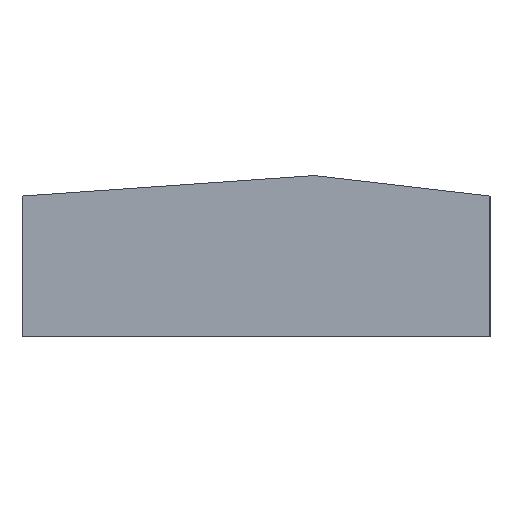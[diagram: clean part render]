
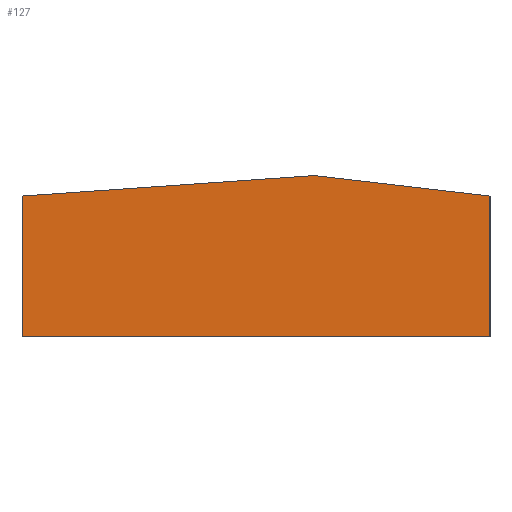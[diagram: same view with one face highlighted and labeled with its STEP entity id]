
A CAD part, left-side view. The second image highlights one B-rep face of the part: STEP entity #127.
In plain terms, the highlighted planar face has unit normal (-1, 0, 0).
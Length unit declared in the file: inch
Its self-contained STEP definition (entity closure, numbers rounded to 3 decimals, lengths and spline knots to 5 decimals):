
#21=FACE_OUTER_BOUND('',#28,.T.);
#28=EDGE_LOOP('',(#109,#110,#111,#112,#113));
#35=LINE('',#196,#50);
#37=LINE('',#200,#52);
#40=LINE('',#205,#55);
#41=LINE('',#208,#56);
#43=LINE('',#211,#58);
#50=VECTOR('',#161,0.3937);
#52=VECTOR('',#165,0.3937);
#55=VECTOR('',#170,0.3937);
#56=VECTOR('',#173,0.3937);
#58=VECTOR('',#177,0.3937);
#64=VERTEX_POINT('',#193);
#65=VERTEX_POINT('',#195);
#66=VERTEX_POINT('',#199);
#67=VERTEX_POINT('',#203);
#68=VERTEX_POINT('',#207);
#75=EDGE_CURVE('',#65,#64,#35,.T.);
#77=EDGE_CURVE('',#66,#65,#37,.T.);
#80=EDGE_CURVE('',#64,#67,#40,.T.);
#81=EDGE_CURVE('',#68,#66,#41,.T.);
#83=EDGE_CURVE('',#67,#68,#43,.T.);
#109=ORIENTED_EDGE('',*,*,#77,.T.);
#110=ORIENTED_EDGE('',*,*,#75,.T.);
#111=ORIENTED_EDGE('',*,*,#80,.T.);
#112=ORIENTED_EDGE('',*,*,#83,.T.);
#113=ORIENTED_EDGE('',*,*,#81,.T.);
#120=PLANE('',#148);
#127=ADVANCED_FACE('',(#21),#120,.T.);
#148=AXIS2_PLACEMENT_3D('',#212,#178,#179);
#161=DIRECTION('',(0.,0.,-1.));
#165=DIRECTION('',(0.,0.998,-0.07));
#170=DIRECTION('',(0.,-1.,0.));
#173=DIRECTION('',(0.,0.993,0.116));
#177=DIRECTION('',(0.,0.,1.));
#178=DIRECTION('center_axis',(-1.,0.,0.));
#179=DIRECTION('ref_axis',(0.,0.,1.));
#193=CARTESIAN_POINT('',(-278.74988,15.41199,-6.1056));
#195=CARTESIAN_POINT('',(-278.74988,15.41199,-0.1056));
#196=CARTESIAN_POINT('',(-278.74988,15.41199,-1.38685));
#199=CARTESIAN_POINT('',(-278.74988,2.91199,0.7694));
#200=CARTESIAN_POINT('',(-278.74988,43.58302,-2.07757));
#203=CARTESIAN_POINT('',(-278.74988,-4.58801,-6.1056));
#205=CARTESIAN_POINT('',(-278.74988,49.91199,-6.1056));
#207=CARTESIAN_POINT('',(-278.74988,-4.58801,-0.1056));
#208=CARTESIAN_POINT('',(-278.74988,39.16696,4.99915));
#211=CARTESIAN_POINT('',(-278.74988,-4.58801,-4.38685));
#212=CARTESIAN_POINT('Origin',(-278.74988,84.412,-2.6681));
